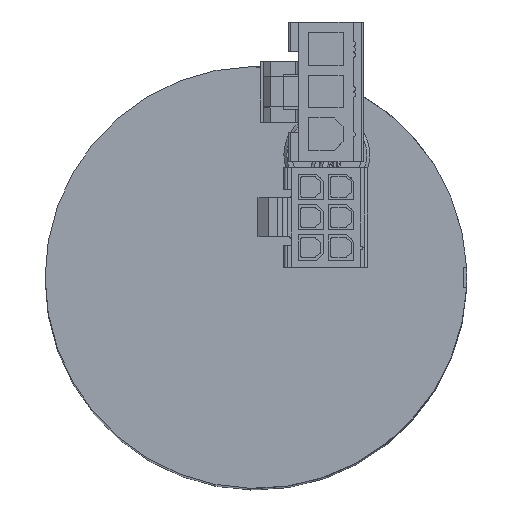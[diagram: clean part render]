
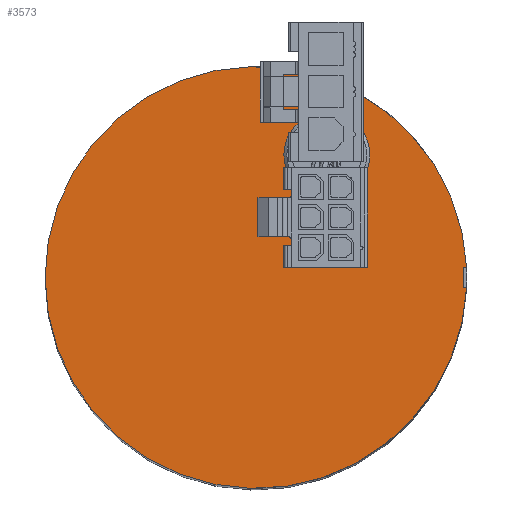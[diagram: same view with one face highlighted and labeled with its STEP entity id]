
A CAD part, top view. The second image highlights one B-rep face of the part: STEP entity #3573.
In plain terms, the highlighted planar face has unit normal (0, 0, 1).
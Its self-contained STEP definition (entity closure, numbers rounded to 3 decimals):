
#650=CARTESIAN_POINT('',(0.,0.,79.));
#651=DIRECTION('',(0.,0.,-1.));
#652=DIRECTION('',(0.999,-0.048,0.));
#653=AXIS2_PLACEMENT_3D('',#650,#651,#652);
#655=CARTESIAN_POINT('',(7.,12.124,79.));
#656=DIRECTION('',(0.,0.,1.));
#657=DIRECTION('',(0.5,0.866,0.));
#658=AXIS2_PLACEMENT_3D('',#655,#656,#657);
#660=CARTESIAN_POINT('',(7.,12.124,79.));
#661=DIRECTION('',(0.,0.,1.));
#662=DIRECTION('',(-0.5,-0.866,0.));
#663=AXIS2_PLACEMENT_3D('',#660,#661,#662);
#665=DIRECTION('',(-1.,0.,0.));
#666=VECTOR('',#665,0.326);
#667=CARTESIAN_POINT('',(20.826,-1.,79.));
#668=LINE('',#667,#666);
#690=DIRECTION('',(0.,1.,0.));
#691=VECTOR('',#690,2.);
#692=CARTESIAN_POINT('',(20.5,-1.,79.));
#693=LINE('',#692,#691);
#698=DIRECTION('',(1.,0.,0.));
#699=VECTOR('',#698,0.326);
#700=CARTESIAN_POINT('',(20.5,1.,79.));
#701=LINE('',#700,#699);
#1953=CARTESIAN_POINT('',(20.826,-1.,79.));
#1954=CARTESIAN_POINT('',(20.5,-1.,79.));
#1955=VERTEX_POINT('',#1953);
#1956=VERTEX_POINT('',#1954);
#1957=CARTESIAN_POINT('',(20.5,1.,79.));
#1958=VERTEX_POINT('',#1957);
#1959=CARTESIAN_POINT('',(20.826,1.,79.));
#1960=VERTEX_POINT('',#1959);
#2301=CARTESIAN_POINT('',(9.125,15.805,79.));
#2302=CARTESIAN_POINT('',(4.875,8.444,79.));
#2303=VERTEX_POINT('',#2301);
#2304=VERTEX_POINT('',#2302);
#3553=CARTESIAN_POINT('',(-0.012,0.,79.));
#3554=DIRECTION('',(0.,0.,-1.));
#3555=DIRECTION('',(1.,0.,0.));
#3556=AXIS2_PLACEMENT_3D('',#3553,#3554,#3555);
#3557=PLANE('',#3556);
#3559=ORIENTED_EDGE('',*,*,#3558,.F.);
#3561=ORIENTED_EDGE('',*,*,#3560,.T.);
#3563=ORIENTED_EDGE('',*,*,#3562,.F.);
#3565=ORIENTED_EDGE('',*,*,#3564,.F.);
#3566=EDGE_LOOP('',(#3559,#3561,#3563,#3565));
#3567=FACE_OUTER_BOUND('',#3566,.F.);
#3568=ORIENTED_EDGE('',*,*,#3543,.T.);
#3570=ORIENTED_EDGE('',*,*,#3569,.T.);
#3571=EDGE_LOOP('',(#3568,#3570));
#3572=FACE_BOUND('',#3571,.F.);
#3573=ADVANCED_FACE('',(#3567,#3572),#3557,.F.);
#654=CIRCLE('',#653,20.85);
#659=CIRCLE('',#658,4.25);
#664=CIRCLE('',#663,4.25);
#3543=EDGE_CURVE('',#2303,#2304,#659,.T.);
#3558=EDGE_CURVE('',#1955,#1956,#668,.T.);
#3560=EDGE_CURVE('',#1955,#1960,#654,.T.);
#3562=EDGE_CURVE('',#1958,#1960,#701,.T.);
#3564=EDGE_CURVE('',#1956,#1958,#693,.T.);
#3569=EDGE_CURVE('',#2304,#2303,#664,.T.);
